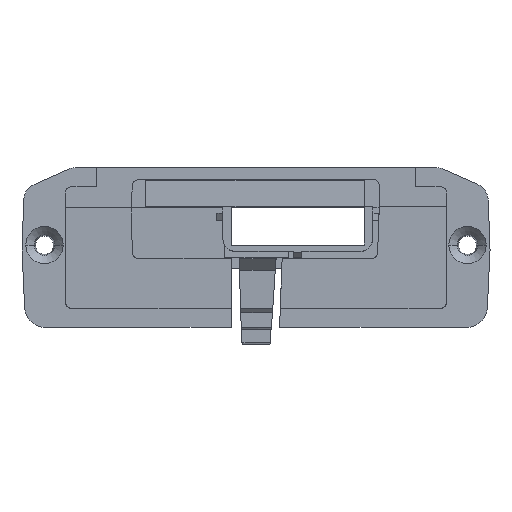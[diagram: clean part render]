
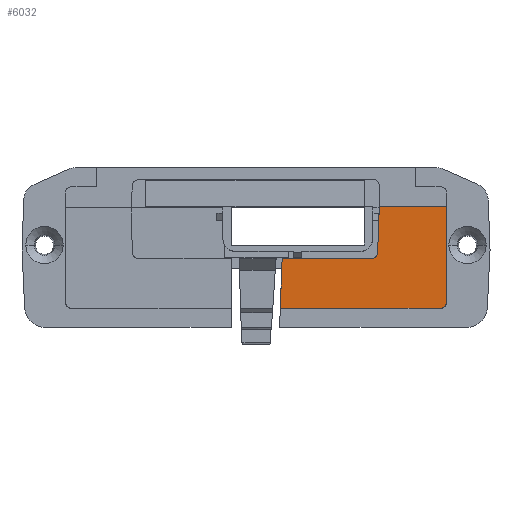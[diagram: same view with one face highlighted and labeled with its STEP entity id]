
A CAD part, top view. The second image highlights one B-rep face of the part: STEP entity #6032.
In plain terms, the highlighted planar face has unit normal (0, -0.025, 1).
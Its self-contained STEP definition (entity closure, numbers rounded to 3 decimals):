
#1794=DIRECTION('',(1.,0.,0.));
#1795=VECTOR('',#1794,10.58);
#1796=CARTESIAN_POINT('',(58.554,21.25,2.4));
#1797=LINE('',#1796,#1795);
#1863=DIRECTION('',(0.,-1.,-0.025));
#1864=VECTOR('',#1863,15.005);
#1865=CARTESIAN_POINT('',(69.134,21.25,2.4));
#1866=LINE('',#1865,#1864);
#1871=DIRECTION('',(-0.037,-0.999,-0.025));
#1872=VECTOR('',#1871,7.792);
#1873=CARTESIAN_POINT('',(43.325,13.034,2.195));
#1874=LINE('',#1873,#1872);
#1875=DIRECTION('',(1.,0.,0.));
#1876=VECTOR('',#1875,13.987);
#1877=CARTESIAN_POINT('',(43.325,13.034,2.195));
#1878=LINE('',#1877,#1876);
#1879=CARTESIAN_POINT('',(57.313,13.034,2.195));
#1880=CARTESIAN_POINT('',(57.473,13.034,2.195));
#1881=CARTESIAN_POINT('',(57.729,13.102,2.196));
#1882=CARTESIAN_POINT('',(58.02,13.299,2.201));
#1883=CARTESIAN_POINT('',(58.228,13.583,2.208));
#1884=CARTESIAN_POINT('',(58.306,13.836,2.215));
#1885=CARTESIAN_POINT('',(58.312,13.996,2.219));
#1887=DIRECTION('',(0.038,0.999,0.025));
#1888=VECTOR('',#1887,5.544);
#1889=CARTESIAN_POINT('',(58.312,13.996,2.219));
#1890=LINE('',#1889,#1888);
#1891=DIRECTION('',(0.017,1.,0.025));
#1892=VECTOR('',#1891,1.716);
#1893=CARTESIAN_POINT('',(58.525,19.534,2.357));
#1894=LINE('',#1893,#1892);
#1895=DIRECTION('',(-1.,0.,0.));
#1896=VECTOR('',#1895,25.098);
#1897=CARTESIAN_POINT('',(68.134,5.25,2.));
#1898=LINE('',#1897,#1896);
#1927=CARTESIAN_POINT('',(69.134,6.25,2.025));
#1928=CARTESIAN_POINT('',(69.134,6.083,2.021));
#1929=CARTESIAN_POINT('',(69.062,5.822,2.014));
#1930=CARTESIAN_POINT('',(68.856,5.528,2.007));
#1931=CARTESIAN_POINT('',(68.562,5.322,2.002));
#1932=CARTESIAN_POINT('',(68.301,5.25,2.));
#1933=CARTESIAN_POINT('',(68.134,5.25,2.));
#3346=VERTEX_POINT('',#1879);
#3347=VERTEX_POINT('',#1885);
#3348=CARTESIAN_POINT('',(58.525,19.534,2.357));
#3349=VERTEX_POINT('',#3348);
#3350=CARTESIAN_POINT('',(69.134,21.25,2.4));
#3351=CARTESIAN_POINT('',(69.134,6.25,2.025));
#3352=VERTEX_POINT('',#3350);
#3353=VERTEX_POINT('',#3351);
#3354=VERTEX_POINT('',#1933);
#3355=CARTESIAN_POINT('',(58.554,21.25,2.4));
#3356=VERTEX_POINT('',#3355);
#3491=CARTESIAN_POINT('',(43.325,13.034,2.195));
#3492=VERTEX_POINT('',#3491);
#3493=CARTESIAN_POINT('',(43.036,5.25,2.));
#3494=VERTEX_POINT('',#3493);
#6011=CARTESIAN_POINT('',(63.344,13.25,2.2));
#6012=DIRECTION('',(0.,-0.025,1.));
#6013=DIRECTION('',(-1.,0.,0.));
#6014=AXIS2_PLACEMENT_3D('',#6011,#6012,#6013);
#6015=PLANE('',#6014);
#6016=ORIENTED_EDGE('',*,*,#5290,.F.);
#6018=ORIENTED_EDGE('',*,*,#6017,.T.);
#6020=ORIENTED_EDGE('',*,*,#6019,.T.);
#6022=ORIENTED_EDGE('',*,*,#6021,.T.);
#6023=ORIENTED_EDGE('',*,*,#5694,.T.);
#6024=ORIENTED_EDGE('',*,*,#5868,.T.);
#6025=ORIENTED_EDGE('',*,*,#6001,.T.);
#6027=ORIENTED_EDGE('',*,*,#6026,.T.);
#6029=ORIENTED_EDGE('',*,*,#6028,.T.);
#6030=EDGE_LOOP('',(#6016,#6018,#6020,#6022,#6023,#6024,#6025,#6027,#6029));
#6031=FACE_OUTER_BOUND('',#6030,.F.);
#6032=ADVANCED_FACE('',(#6031),#6015,.T.);
#1886=B_SPLINE_CURVE_WITH_KNOTS('',3,(#1879,#1880,#1881,#1882,#1883,#1884,
#1885),.UNSPECIFIED.,.F.,.F.,(4,1,1,1,4),(0.,0.25,0.5,0.75,1.),
.UNSPECIFIED.);
#1934=B_SPLINE_CURVE_WITH_KNOTS('',3,(#1927,#1928,#1929,#1930,#1931,#1932,
#1933),.UNSPECIFIED.,.F.,.F.,(4,1,1,1,4),(0.,0.25,0.5,0.75,1.),
.UNSPECIFIED.);
#5290=EDGE_CURVE('',#3492,#3494,#1874,.T.);
#5694=EDGE_CURVE('',#3349,#3356,#1894,.T.);
#5868=EDGE_CURVE('',#3356,#3352,#1797,.T.);
#6001=EDGE_CURVE('',#3352,#3353,#1866,.T.);
#6017=EDGE_CURVE('',#3492,#3346,#1878,.T.);
#6019=EDGE_CURVE('',#3346,#3347,#1886,.T.);
#6021=EDGE_CURVE('',#3347,#3349,#1890,.T.);
#6026=EDGE_CURVE('',#3353,#3354,#1934,.T.);
#6028=EDGE_CURVE('',#3354,#3494,#1898,.T.);
